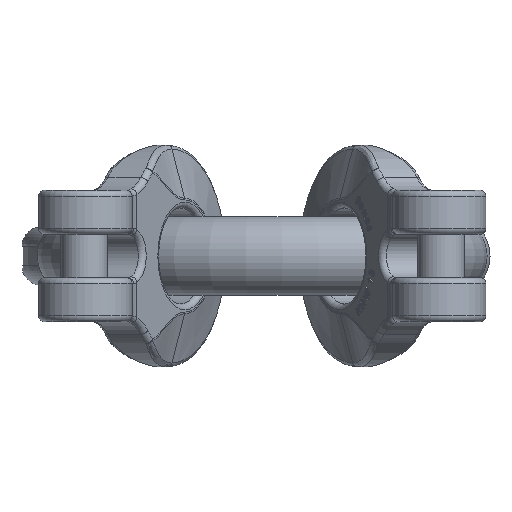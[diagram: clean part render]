
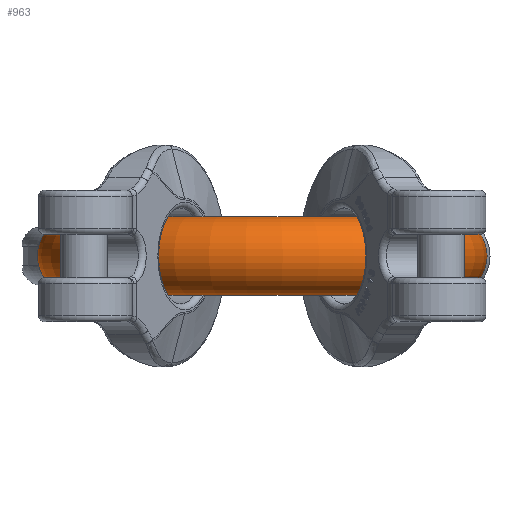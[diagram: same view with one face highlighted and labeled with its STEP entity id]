
A CAD part, front view. The second image highlights one B-rep face of the part: STEP entity #963.
In plain terms, the highlighted toroidal (fillet/blend) face has major radius 63.5 mm and minor radius 13.5 mm.
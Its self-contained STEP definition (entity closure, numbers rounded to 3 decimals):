
#324=TOROIDAL_SURFACE('',#10315,63.5,13.5);
#963=ADVANCED_FACE('',(#2001,#2002),#324,.T.);
#1910=CIRCLE('',#10306,13.5);
#1911=CIRCLE('',#10308,13.5);
#2001=FACE_BOUND('',#2597,.T.);
#2002=FACE_BOUND('',#2598,.T.);
#2597=EDGE_LOOP('',(#6583));
#2598=EDGE_LOOP('',(#6584));
#6583=ORIENTED_EDGE('',*,*,#8953,.F.);
#6584=ORIENTED_EDGE('',*,*,#8952,.T.);
#7564=VERTEX_POINT('',#20576);
#7565=VERTEX_POINT('',#20579);
#8952=EDGE_CURVE('',#7564,#7564,#1910,.T.);
#8953=EDGE_CURVE('',#7565,#7565,#1911,.T.);
#10306=AXIS2_PLACEMENT_3D('',#20575,#12011,#12012);
#10308=AXIS2_PLACEMENT_3D('',#20578,#12015,#12016);
#10315=AXIS2_PLACEMENT_3D('',#20589,#12029,#12030);
#12011=DIRECTION('',(0.,-1.,0.));
#12012=DIRECTION('',(1.,0.,0.));
#12015=DIRECTION('',(0.,1.,0.));
#12016=DIRECTION('',(-1.,0.,0.));
#12029=DIRECTION('',(0.,0.,-1.));
#12030=DIRECTION('',(-1.,0.,0.));
#20575=CARTESIAN_POINT('',(-63.5,-40.,0.));
#20576=CARTESIAN_POINT('',(-50.,-40.,0.));
#20578=CARTESIAN_POINT('',(63.5,-40.,0.));
#20579=CARTESIAN_POINT('',(50.,-40.,0.));
#20589=CARTESIAN_POINT('',(0.,-40.,0.));
